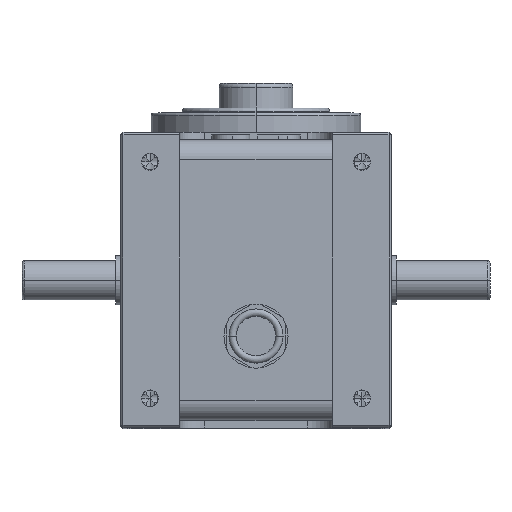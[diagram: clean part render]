
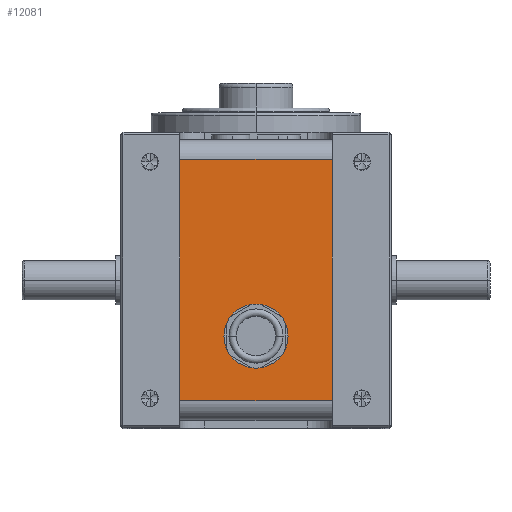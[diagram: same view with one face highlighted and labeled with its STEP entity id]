
A CAD part, top view. The second image highlights one B-rep face of the part: STEP entity #12081.
In plain terms, the highlighted planar face has unit normal (0, 0, 1).
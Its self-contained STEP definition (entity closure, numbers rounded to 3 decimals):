
#160 = CARTESIAN_POINT ( 'NONE',  ( -86., 11., -3. ) ) ;
#168 = LINE ( 'NONE', #3878, #21564 ) ;
#676 = EDGE_CURVE ( 'NONE', #11066, #8037, #23406, .T. ) ;
#986 = DIRECTION ( 'NONE',  ( 0., 0., 1. ) ) ;
#1834 = AXIS2_PLACEMENT_3D ( 'NONE', #17173, #5436, #21108 ) ;
#1906 = DIRECTION ( 'NONE',  ( 0., 1., 0. ) ) ;
#1954 = EDGE_CURVE ( 'NONE', #2450, #22559, #168, .T. ) ;
#2409 = ORIENTED_EDGE ( 'NONE', *, *, #22610, .F. ) ;
#2450 = VERTEX_POINT ( 'NONE', #160 ) ;
#2467 = ORIENTED_EDGE ( 'NONE', *, *, #3072, .T. ) ;
#3012 = CARTESIAN_POINT ( 'NONE',  ( -24., 109., -3. ) ) ;
#3072 = EDGE_CURVE ( 'NONE', #22559, #11066, #4974, .T. ) ;
#3627 = CIRCLE ( 'NONE', #18051, 13. ) ;
#3701 = CARTESIAN_POINT ( 'NONE',  ( -86., 109., -3. ) ) ;
#3878 = CARTESIAN_POINT ( 'NONE',  ( -24., 11., -3. ) ) ;
#4763 = ORIENTED_EDGE ( 'NONE', *, *, #21263, .F. ) ;
#4974 = LINE ( 'NONE', #11685, #15664 ) ;
#5436 = DIRECTION ( 'NONE',  ( 0., 0., 1. ) ) ;
#6404 = CIRCLE ( 'NONE', #1834, 13. ) ;
#6414 = VERTEX_POINT ( 'NONE', #24667 ) ;
#7664 = DIRECTION ( 'NONE',  ( 1., 0., 0. ) ) ;
#7695 = CARTESIAN_POINT ( 'NONE',  ( -86., 120., -3. ) ) ;
#8037 = VERTEX_POINT ( 'NONE', #18789 ) ;
#8809 = DIRECTION ( 'NONE',  ( 1., 0., 0. ) ) ;
#10193 = DIRECTION ( 'NONE',  ( 0., 0., 1. ) ) ;
#10434 = FACE_OUTER_BOUND ( 'NONE', #11427, .T. ) ;
#11039 = FACE_BOUND ( 'NONE', #13424, .T. ) ;
#11066 = VERTEX_POINT ( 'NONE', #3012 ) ;
#11098 = VERTEX_POINT ( 'NONE', #24421 ) ;
#11427 = EDGE_LOOP ( 'NONE', ( #18813, #12386, #2467, #12335 ) ) ;
#11474 = VECTOR ( 'NONE', #17364, 1000. ) ;
#11685 = CARTESIAN_POINT ( 'NONE',  ( -24., 120., -3. ) ) ;
#12081 = ADVANCED_FACE ( 'NONE', ( #11039, #10434 ), #14626, .T. ) ;
#12335 = ORIENTED_EDGE ( 'NONE', *, *, #676, .T. ) ;
#12386 = ORIENTED_EDGE ( 'NONE', *, *, #1954, .T. ) ;
#13424 = EDGE_LOOP ( 'NONE', ( #4763, #2409 ) ) ;
#14626 = PLANE ( 'NONE',  #16425 ) ;
#15664 = VECTOR ( 'NONE', #1906, 1000. ) ;
#16425 = AXIS2_PLACEMENT_3D ( 'NONE', #24113, #986, #8809 ) ;
#17173 = CARTESIAN_POINT ( 'NONE',  ( -55., 37.262, -3. ) ) ;
#17329 = EDGE_CURVE ( 'NONE', #8037, #2450, #23793, .T. ) ;
#17364 = DIRECTION ( 'NONE',  ( -1., 0., 0. ) ) ;
#17992 = CARTESIAN_POINT ( 'NONE',  ( -24., 11., -3. ) ) ;
#18051 = AXIS2_PLACEMENT_3D ( 'NONE', #20125, #10193, #18064 ) ;
#18064 = DIRECTION ( 'NONE',  ( 1., 0., 0. ) ) ;
#18789 = CARTESIAN_POINT ( 'NONE',  ( -86., 109., -3. ) ) ;
#18813 = ORIENTED_EDGE ( 'NONE', *, *, #17329, .T. ) ;
#18894 = VECTOR ( 'NONE', #21332, 1000. ) ;
#20125 = CARTESIAN_POINT ( 'NONE',  ( -55., 37.262, -3. ) ) ;
#21108 = DIRECTION ( 'NONE',  ( 1., 0., 0. ) ) ;
#21263 = EDGE_CURVE ( 'NONE', #6414, #11098, #6404, .T. ) ;
#21332 = DIRECTION ( 'NONE',  ( 0., -1., 0. ) ) ;
#21564 = VECTOR ( 'NONE', #7664, 1000. ) ;
#22559 = VERTEX_POINT ( 'NONE', #17992 ) ;
#22610 = EDGE_CURVE ( 'NONE', #11098, #6414, #3627, .T. ) ;
#23406 = LINE ( 'NONE', #3701, #11474 ) ;
#23793 = LINE ( 'NONE', #7695, #18894 ) ;
#24113 = CARTESIAN_POINT ( 'NONE',  ( -86., 0., -3. ) ) ;
#24421 = CARTESIAN_POINT ( 'NONE',  ( -42., 37.262, -3. ) ) ;
#24667 = CARTESIAN_POINT ( 'NONE',  ( -68., 37.262, -3. ) ) ;
